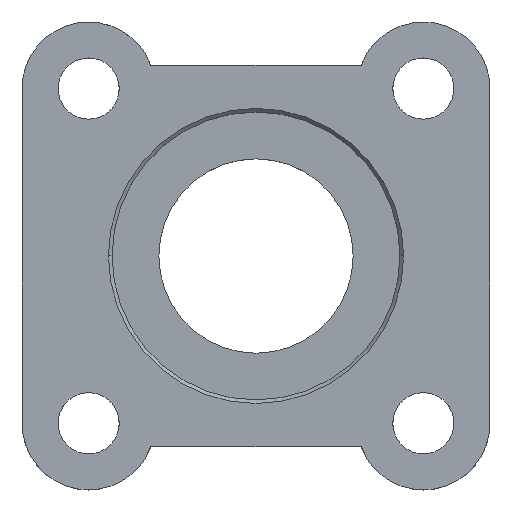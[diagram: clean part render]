
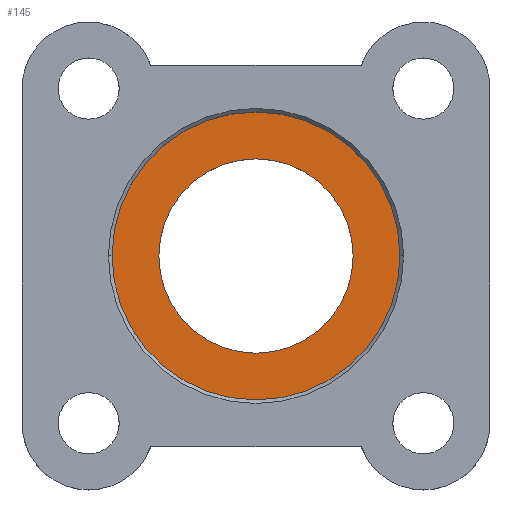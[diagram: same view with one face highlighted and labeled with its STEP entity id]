
A CAD part, top view. The second image highlights one B-rep face of the part: STEP entity #145.
In plain terms, the highlighted planar face has unit normal (0, 0, 1).
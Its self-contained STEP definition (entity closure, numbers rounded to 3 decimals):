
#128 = AXIS2_PLACEMENT_3D ( 'NONE', #3024, #232, #3471 ) ;
#145 = ADVANCED_FACE ( 'NONE', ( #4991, #439 ), #1801, .F. ) ;
#166 = CIRCLE ( 'NONE', #2321, 13.5 ) ;
#232 = DIRECTION ( 'NONE',  ( 0., 0., 1. ) ) ;
#239 = CIRCLE ( 'NONE', #128, 13.5 ) ;
#347 = DIRECTION ( 'NONE',  ( 0., 0., -1. ) ) ;
#439 = FACE_OUTER_BOUND ( 'NONE', #4711, .T. ) ;
#904 = CARTESIAN_POINT ( 'NONE',  ( 32.5, 32.5, 5.5 ) ) ;
#1170 = ORIENTED_EDGE ( 'NONE', *, *, #1491, .F. ) ;
#1225 = EDGE_LOOP ( 'NONE', ( #1170, #4104 ) ) ;
#1491 = EDGE_CURVE ( 'NONE', #3952, #1749, #239, .T. ) ;
#1530 = CARTESIAN_POINT ( 'NONE',  ( 12.5, 32.5, 5.5 ) ) ;
#1625 = AXIS2_PLACEMENT_3D ( 'NONE', #3451, #4862, #4422 ) ;
#1634 = CIRCLE ( 'NONE', #1625, 20. ) ;
#1662 = EDGE_CURVE ( 'NONE', #1749, #3952, #166, .T. ) ;
#1681 = EDGE_CURVE ( 'NONE', #5570, #4782, #1634, .T. ) ;
#1749 = VERTEX_POINT ( 'NONE', #4407 ) ;
#1801 = PLANE ( 'NONE',  #1891 ) ;
#1891 = AXIS2_PLACEMENT_3D ( 'NONE', #5497, #347, #5027 ) ;
#1911 = CARTESIAN_POINT ( 'NONE',  ( 52.5, 32.5, 5.5 ) ) ;
#2321 = AXIS2_PLACEMENT_3D ( 'NONE', #4887, #2800, #6024 ) ;
#2350 = DIRECTION ( 'NONE',  ( 0., 0., 1. ) ) ;
#2800 = DIRECTION ( 'NONE',  ( 0., 0., 1. ) ) ;
#2885 = ORIENTED_EDGE ( 'NONE', *, *, #1681, .T. ) ;
#2920 = CARTESIAN_POINT ( 'NONE',  ( 46., 32.5, 5.5 ) ) ;
#3024 = CARTESIAN_POINT ( 'NONE',  ( 32.5, 32.5, 5.5 ) ) ;
#3189 = AXIS2_PLACEMENT_3D ( 'NONE', #904, #2350, #5135 ) ;
#3323 = ORIENTED_EDGE ( 'NONE', *, *, #4631, .T. ) ;
#3451 = CARTESIAN_POINT ( 'NONE',  ( 32.5, 32.5, 5.5 ) ) ;
#3471 = DIRECTION ( 'NONE',  ( 1., 0., 0. ) ) ;
#3952 = VERTEX_POINT ( 'NONE', #2920 ) ;
#4104 = ORIENTED_EDGE ( 'NONE', *, *, #1662, .F. ) ;
#4215 = CIRCLE ( 'NONE', #3189, 20. ) ;
#4407 = CARTESIAN_POINT ( 'NONE',  ( 19., 32.5, 5.5 ) ) ;
#4422 = DIRECTION ( 'NONE',  ( 1., 0., 0. ) ) ;
#4631 = EDGE_CURVE ( 'NONE', #4782, #5570, #4215, .T. ) ;
#4711 = EDGE_LOOP ( 'NONE', ( #2885, #3323 ) ) ;
#4782 = VERTEX_POINT ( 'NONE', #1530 ) ;
#4862 = DIRECTION ( 'NONE',  ( 0., 0., 1. ) ) ;
#4887 = CARTESIAN_POINT ( 'NONE',  ( 32.5, 32.5, 5.5 ) ) ;
#4991 = FACE_BOUND ( 'NONE', #1225, .T. ) ;
#5027 = DIRECTION ( 'NONE',  ( -1., 0., 0. ) ) ;
#5135 = DIRECTION ( 'NONE',  ( 1., 0., 0. ) ) ;
#5497 = CARTESIAN_POINT ( 'NONE',  ( 46., 32.5, 5.5 ) ) ;
#5570 = VERTEX_POINT ( 'NONE', #1911 ) ;
#6024 = DIRECTION ( 'NONE',  ( 1., 0., 0. ) ) ;
